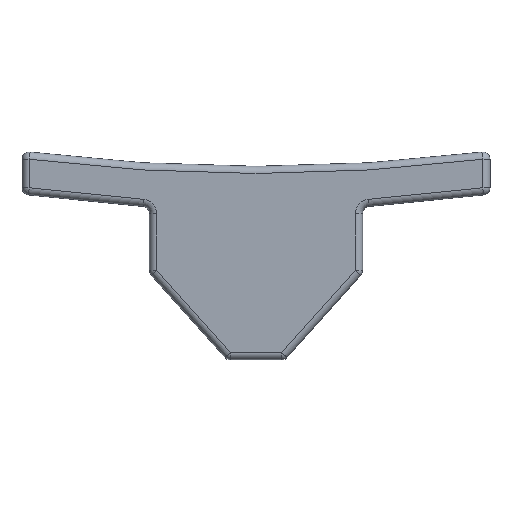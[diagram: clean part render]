
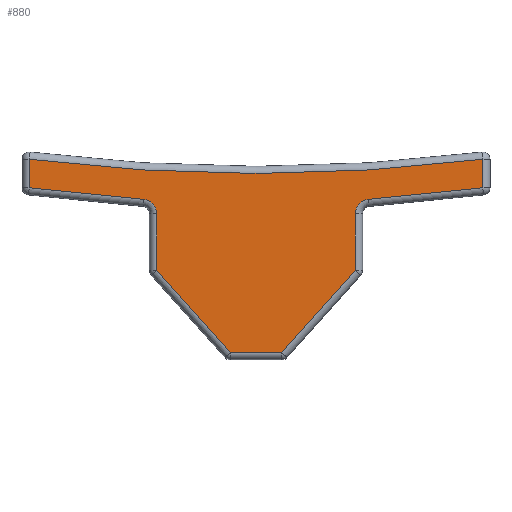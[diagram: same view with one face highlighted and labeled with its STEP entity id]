
A CAD part, left-side view. The second image highlights one B-rep face of the part: STEP entity #880.
In plain terms, the highlighted planar face has unit normal (-1, 0, 0).
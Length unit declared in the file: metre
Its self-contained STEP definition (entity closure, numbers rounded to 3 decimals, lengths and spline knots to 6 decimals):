
#70=CIRCLE('',#962,0.002);
#71=CIRCLE('',#963,0.252459);
#72=CIRCLE('',#964,0.002);
#144=ORIENTED_EDGE('',*,*,#404,.T.);
#145=ORIENTED_EDGE('',*,*,#405,.T.);
#146=ORIENTED_EDGE('',*,*,#406,.T.);
#147=ORIENTED_EDGE('',*,*,#407,.T.);
#148=ORIENTED_EDGE('',*,*,#408,.F.);
#149=ORIENTED_EDGE('',*,*,#409,.T.);
#150=ORIENTED_EDGE('',*,*,#410,.T.);
#151=ORIENTED_EDGE('',*,*,#411,.T.);
#152=ORIENTED_EDGE('',*,*,#412,.T.);
#153=ORIENTED_EDGE('',*,*,#413,.T.);
#154=ORIENTED_EDGE('',*,*,#414,.F.);
#155=ORIENTED_EDGE('',*,*,#415,.T.);
#404=EDGE_CURVE('',#534,#535,#606,.F.);
#405=EDGE_CURVE('',#535,#536,#607,.F.);
#406=EDGE_CURVE('',#536,#537,#608,.T.);
#407=EDGE_CURVE('',#537,#538,#609,.F.);
#408=EDGE_CURVE('',#539,#538,#70,.F.);
#409=EDGE_CURVE('',#539,#540,#610,.T.);
#410=EDGE_CURVE('',#540,#541,#611,.T.);
#411=EDGE_CURVE('',#541,#542,#71,.T.);
#412=EDGE_CURVE('',#542,#543,#612,.F.);
#413=EDGE_CURVE('',#543,#544,#613,.F.);
#414=EDGE_CURVE('',#545,#544,#72,.F.);
#415=EDGE_CURVE('',#545,#534,#614,.T.);
#534=VERTEX_POINT('',#1448);
#535=VERTEX_POINT('',#1449);
#536=VERTEX_POINT('',#1451);
#537=VERTEX_POINT('',#1453);
#538=VERTEX_POINT('',#1455);
#539=VERTEX_POINT('',#1457);
#540=VERTEX_POINT('',#1459);
#541=VERTEX_POINT('',#1461);
#542=VERTEX_POINT('',#1463);
#543=VERTEX_POINT('',#1465);
#544=VERTEX_POINT('',#1467);
#545=VERTEX_POINT('',#1469);
#606=LINE('',#1447,#662);
#607=LINE('',#1450,#663);
#608=LINE('',#1452,#664);
#609=LINE('',#1454,#665);
#610=LINE('',#1458,#666);
#611=LINE('',#1460,#667);
#612=LINE('',#1464,#668);
#613=LINE('',#1466,#669);
#614=LINE('',#1470,#670);
#662=VECTOR('',#1107,1.);
#663=VECTOR('',#1108,1.);
#664=VECTOR('',#1109,1.);
#665=VECTOR('',#1110,1.);
#666=VECTOR('',#1113,1.);
#667=VECTOR('',#1114,1.);
#668=VECTOR('',#1117,1.);
#669=VECTOR('',#1118,1.);
#670=VECTOR('',#1121,1.);
#718=EDGE_LOOP('',(#144,#145,#146,#147,#148,#149,#150,#151,#152,#153,#154,
#155));
#792=FACE_BOUND('',#718,.T.);
#868=PLANE('',#961);
#880=ADVANCED_FACE('',(#792),#868,.F.);
#961=AXIS2_PLACEMENT_3D('',#1446,#1105,#1106);
#962=AXIS2_PLACEMENT_3D('',#1456,#1111,#1112);
#963=AXIS2_PLACEMENT_3D('',#1462,#1115,#1116);
#964=AXIS2_PLACEMENT_3D('',#1468,#1119,#1120);
#1105=DIRECTION('',(1.,0.,0.));
#1106=DIRECTION('',(0.,0.,-1.));
#1107=DIRECTION('',(0.,0.668,0.744));
#1108=DIRECTION('',(0.,1.,0.));
#1109=DIRECTION('',(0.,-0.668,0.744));
#1110=DIRECTION('',(0.,0.,-1.));
#1111=DIRECTION('',(1.,0.,0.));
#1112=DIRECTION('',(0.,0.,-1.));
#1113=DIRECTION('',(0.,-0.995,0.1));
#1114=DIRECTION('',(0.,0.,1.));
#1115=DIRECTION('',(1.,0.,0.));
#1116=DIRECTION('',(0.,0.,-1.));
#1117=DIRECTION('',(0.,0.,1.));
#1118=DIRECTION('',(0.,0.995,0.1));
#1119=DIRECTION('',(1.,0.,0.));
#1120=DIRECTION('',(0.,0.,-1.));
#1121=DIRECTION('',(0.,0.,-1.));
#1446=CARTESIAN_POINT('',(-0.004,0.,0.07165));
#1447=CARTESIAN_POINT('',(-0.004,0.00147,0.07033));
#1448=CARTESIAN_POINT('',(-0.004,0.013797,0.084053));
#1449=CARTESIAN_POINT('',(-0.004,0.003554,0.07265));
#1450=CARTESIAN_POINT('',(-0.004,0.,0.07265));
#1451=CARTESIAN_POINT('',(-0.004,-0.003554,0.07265));
#1452=CARTESIAN_POINT('',(-0.004,-0.014053,0.084338));
#1453=CARTESIAN_POINT('',(-0.004,-0.013797,0.084053));
#1454=CARTESIAN_POINT('',(-0.004,-0.013797,0.07165));
#1455=CARTESIAN_POINT('',(-0.004,-0.013797,0.091966));
#1456=CARTESIAN_POINT('',(-0.004,-0.015797,0.091966));
#1457=CARTESIAN_POINT('',(-0.004,-0.015597,0.093955));
#1458=CARTESIAN_POINT('',(-0.004,-0.0324,0.095645));
#1459=CARTESIAN_POINT('',(-0.004,-0.0315,0.095554));
#1460=CARTESIAN_POINT('',(-0.004,-0.0315,0.10065));
#1461=CARTESIAN_POINT('',(-0.004,-0.0315,0.099514));
#1462=CARTESIAN_POINT('',(-0.004,0.,0.35));
#1463=CARTESIAN_POINT('',(-0.004,0.0315,0.099514));
#1464=CARTESIAN_POINT('',(-0.004,0.0315,0.07165));
#1465=CARTESIAN_POINT('',(-0.004,0.0315,0.095554));
#1466=CARTESIAN_POINT('',(-0.004,-0.002064,0.09218));
#1467=CARTESIAN_POINT('',(-0.004,0.015597,0.093955));
#1468=CARTESIAN_POINT('',(-0.004,0.015797,0.091966));
#1469=CARTESIAN_POINT('',(-0.004,0.013797,0.091966));
#1470=CARTESIAN_POINT('',(-0.004,0.013797,0.08367));
